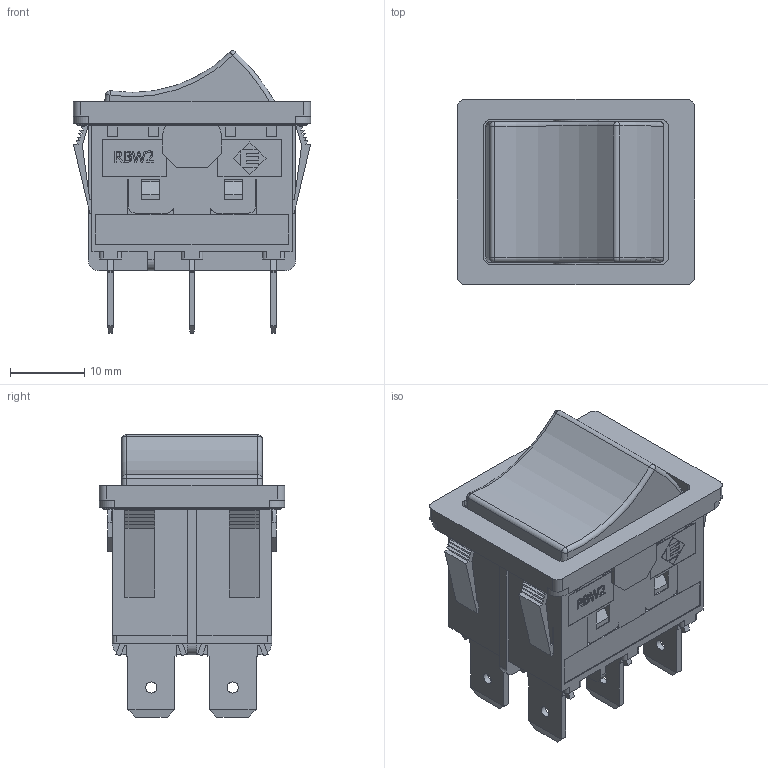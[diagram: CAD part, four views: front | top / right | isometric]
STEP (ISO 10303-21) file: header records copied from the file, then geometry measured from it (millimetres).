
FILE_DESCRIPTION(/* description */ (' ','CAx-IF Rec.Pracs.---Representation and Presentation of Product Manufacturing Information (PMI)---4.0---2014-10-13'),/* implementation_level */ '2;1');
FILE_NAME(/* name */ 'RBW2BxxxxxxEF0.stp',/* time_stamp */ '2019-06-10T12:54:21-05:00',/* author */ ('mroman'),/* organization */ (' '),/* preprocessor_version */ 'ST-DEVELOPER v17',/* originating_system */ 'Autodesk Inventor 2018',/* authorisation */ ' ');
FILE_SCHEMA (('AP242_MANAGED_MODEL_BASED_3D_ENGINEERING_MIM_LF { 1 0 10303 442 1 1 4 }'));
Length unit declared in the file: millimetre
Products named in the file (1): RBW2BxxxxxxEF0
Bounding box: 32 x 25 x 38.09 mm (x, y, z)
Volume: 7630.6 mm3; surface area: 12897.8 mm2
Topology: 1 solids, 2 shells, 1235 faces, 3595 edges, 2374 vertices
Faces by surface type: plane 947, cylinder 134, bspline 130, torus 18, sphere 4, cone 2
Full cylindrical faces by diameter (mm): 1.5 x6, 2.05 x1, 2.8 x2, 3.5 x2, 3.6 x2, 3.9 x2, 4.4 x2, 5.4 x2, 5.8 x2, 6.8 x1
Entity records: 41524 total; most frequent: CARTESIAN_POINT 9123, ORIENTED_EDGE 7190, DIRECTION 5959, EDGE_CURVE 3595, LINE 2941, VECTOR 2941, VERTEX_POINT 2374, AXIS2_PLACEMENT_3D 1513
